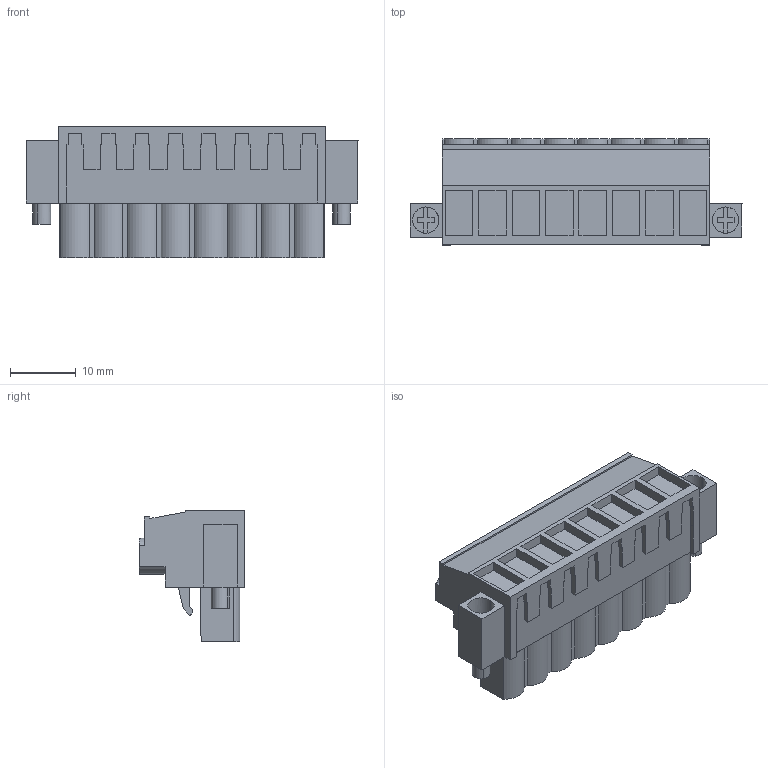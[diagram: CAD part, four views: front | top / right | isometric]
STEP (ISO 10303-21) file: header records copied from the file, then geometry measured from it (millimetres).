
FILE_DESCRIPTION(('CATIA V5 STEP','CAx-IF Rec.Pracs.--- Model Styling and Organization---1.2---2011-12-15'),'2;1');
FILE_NAME ('D1459940_0_1944390000_1944390000.stp','2017-05-22T12:33:30+00:00',('none'),('Weidmueller'),'CATIA Version 5-6 Release 2014','CATIA V5 STEP AP214','none');
FILE_SCHEMA(('AUTOMOTIVE_DESIGN { 1 0 10303 214 1 1 1 1 }'));
Length unit declared in the file: millimetre
Products named in the file (1): 1944390000
Bounding box: 50.44 x 16.1 x 20.05 mm (x, y, z)
Volume: 7996.4 mm3; surface area: 5686.1 mm2
Topology: 11 solids, 11 shells, 612 faces, 1709 edges, 1156 vertices
Faces by surface type: plane 516, cylinder 96
Entity records: 18669 total; most frequent: CARTESIAN_POINT 3580, ORIENTED_EDGE 3418, DIRECTION 2557, EDGE_CURVE 1709, VECTOR 1477, LINE 1477, VERTEX_POINT 1156, EDGE_LOOP 653
